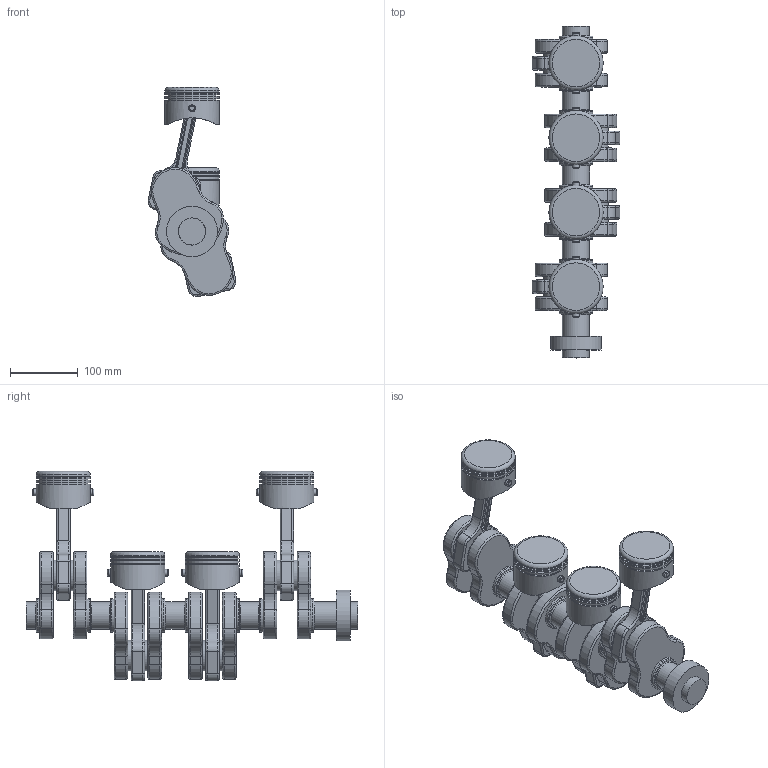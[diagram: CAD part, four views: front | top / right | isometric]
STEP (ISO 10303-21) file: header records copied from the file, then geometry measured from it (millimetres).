
FILE_DESCRIPTION(/* description */ (''),/* implementation_level */ '2;1');
FILE_NAME(/* name */ 'Piston Crank .step',/* time_stamp */ '2020-12-23T00:27:35+06:00',/* author */ (''),/* organization */ (''),/* preprocessor_version */ 'ST-DEVELOPER v18.1',/* originating_system */ 'Autodesk Translation Framework v9.7.1.1290',/* authorisation */ '');
FILE_SCHEMA (('AUTOMOTIVE_DESIGN { 1 0 10303 214 3 1 1 }'));
Length unit declared in the file: millimetre
Products named in the file (10): Piston Crank; Pistons; Connecting Rod; Pin (1); Pin (1)_1; Pin (1)_2; Pin (1)_3; Component6; Crank Shaft; Component8
Assembly tree (18 placements, depth 3):
  Piston Crank
    Pistons  x4
    Connecting Rod  x4
    Pin (1)
      Component6
    Pin (1)_1
      Component6
    Pin (1)_2
      Component6
    Pin (1)_3
      Component6
    Crank Shaft
    Component8
Bounding box: 129.79 x 490 x 308.88 mm (x, y, z)
Volume: 2746111.6 mm3; surface area: 495706.1 mm2
Topology: 14 solids, 14 shells, 683 faces, 1473 edges, 870 vertices
Faces by surface type: cylinder 271, torus 212, plane 152, bspline 48
Full cylindrical faces by diameter (mm): 10 x16, 40 x6, 45 x8, 50 x8, 70 x4, 72 x12, 75 x1, 80 x16
Entity records: 11220 total; most frequent: CARTESIAN_POINT 2323, DIRECTION 2121, ORIENTED_EDGE 1620, AXIS2_PLACEMENT_3D 950, EDGE_CURVE 810, CIRCLE 557, VERTEX_POINT 480, EDGE_LOOP 418
